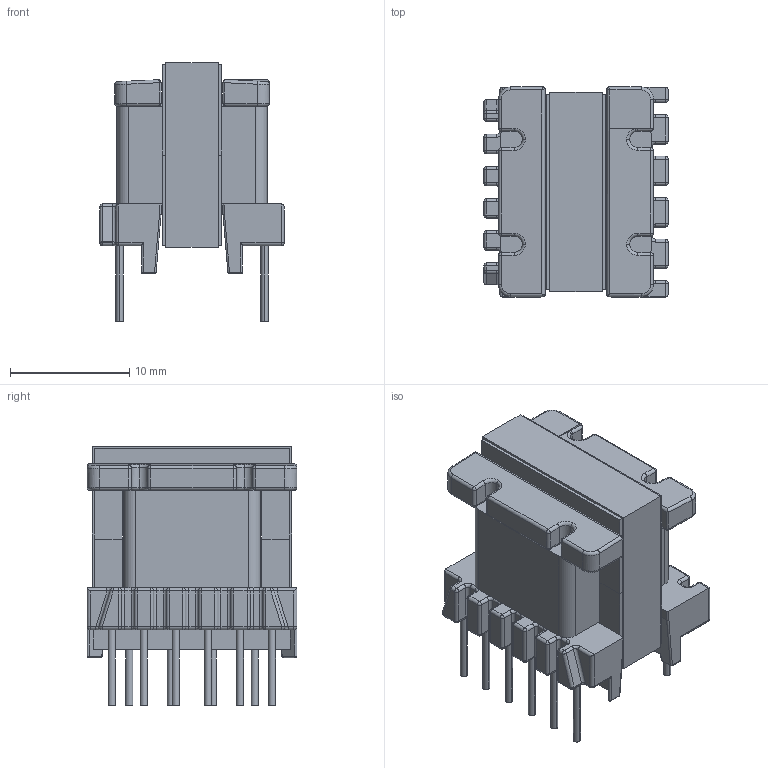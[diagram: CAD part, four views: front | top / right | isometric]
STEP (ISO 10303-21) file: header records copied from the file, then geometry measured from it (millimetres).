
FILE_DESCRIPTION(/* description */ ('Unknown'),/* implementation_level */ '2;1');
FILE_NAME(/* name */ 'T_Wurth_WE-OLSTM-EE16_7_5_750314352',/* time_stamp */ '2025-10-20T15:15:41+08:00',/* author */ ('Unknown'),/* organization */ ('Unknown'),/* preprocessor_version */ 'ST-DEVELOPER v19.4',/* originating_system */ 'Solid Edge',/* authorisation */ 'Unknown');
FILE_SCHEMA (('AUTOMOTIVE_DESIGN {1 0 10303 214 3 1 1}'));
Length unit declared in the file: millimetre
Products named in the file (2): T_Wurth_WE-OLSTM-EE16_7_5_750314352
Assembly tree (1 placements, depth 2):
  T_Wurth_WE-OLSTM-EE16_7_5_750314352
    T_Wurth_WE-OLSTM-EE16_7_5_750314352
Bounding box: 15.48 x 17.62 x 21.73 mm (x, y, z)
Volume: 2891.4 mm3; surface area: 4300.3 mm2
Topology: 5 solids, 5 shells, 609 faces, 1441 edges, 777 vertices
Faces by surface type: cylinder 282, plane 168, sphere 77, torus 66, bspline 16
Entity records: 20993 total; most frequent: CARTESIAN_POINT 3639, DIRECTION 2906, ORIENTED_EDGE 2732, EDGE_CURVE 1366, AXIS2_PLACEMENT_3D 1098, VERTEX_POINT 777, LINE 710, VECTOR 710
